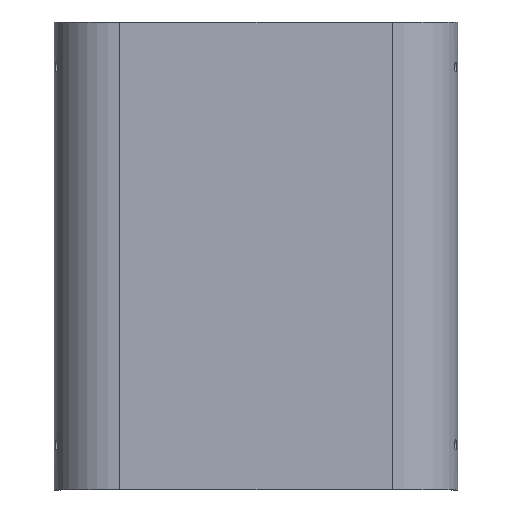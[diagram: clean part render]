
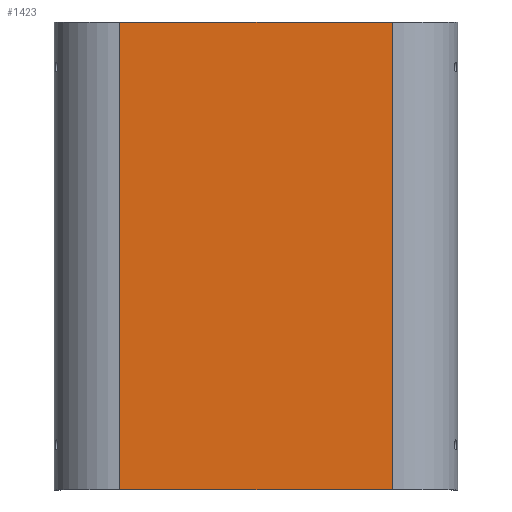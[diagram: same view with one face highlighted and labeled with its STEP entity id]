
A CAD part, top view. The second image highlights one B-rep face of the part: STEP entity #1423.
In plain terms, the highlighted planar face has unit normal (0, 0, 1).
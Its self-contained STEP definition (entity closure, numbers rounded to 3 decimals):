
#300 = VERTEX_POINT('',#301);
#301 = CARTESIAN_POINT('',(-70.,-120.,133.6));
#308 = EDGE_CURVE('',#309,#300,#311,.T.);
#309 = VERTEX_POINT('',#310);
#310 = CARTESIAN_POINT('',(70.,-120.,133.6));
#311 = LINE('',#312,#313);
#312 = CARTESIAN_POINT('',(70.,-120.,133.6));
#313 = VECTOR('',#314,1.);
#314 = DIRECTION('',(-1.,0.,0.));
#423 = VERTEX_POINT('',#424);
#424 = CARTESIAN_POINT('',(-70.,120.,133.6));
#431 = EDGE_CURVE('',#432,#423,#434,.T.);
#432 = VERTEX_POINT('',#433);
#433 = CARTESIAN_POINT('',(70.,120.,133.6));
#434 = LINE('',#435,#436);
#435 = CARTESIAN_POINT('',(35.,120.,133.6));
#436 = VECTOR('',#437,1.);
#437 = DIRECTION('',(-1.,0.,0.));
#1297 = EDGE_CURVE('',#300,#423,#1298,.T.);
#1298 = LINE('',#1299,#1300);
#1299 = CARTESIAN_POINT('',(-70.,-120.,133.6));
#1300 = VECTOR('',#1301,1.);
#1301 = DIRECTION('',(0.,1.,0.));
#1423 = ADVANCED_FACE('',(#1424),#1435,.T.);
#1424 = FACE_BOUND('',#1425,.T.);
#1425 = EDGE_LOOP('',(#1426,#1427,#1433,#1434));
#1426 = ORIENTED_EDGE('',*,*,#308,.F.);
#1427 = ORIENTED_EDGE('',*,*,#1428,.T.);
#1428 = EDGE_CURVE('',#309,#432,#1429,.T.);
#1429 = LINE('',#1430,#1431);
#1430 = CARTESIAN_POINT('',(70.,-120.,133.6));
#1431 = VECTOR('',#1432,1.);
#1432 = DIRECTION('',(0.,1.,0.));
#1433 = ORIENTED_EDGE('',*,*,#431,.T.);
#1434 = ORIENTED_EDGE('',*,*,#1297,.F.);
#1435 = PLANE('',#1436);
#1436 = AXIS2_PLACEMENT_3D('',#1437,#1438,#1439);
#1437 = CARTESIAN_POINT('',(70.,-120.,133.6));
#1438 = DIRECTION('',(0.,0.,1.));
#1439 = DIRECTION('',(-1.,0.,0.));
